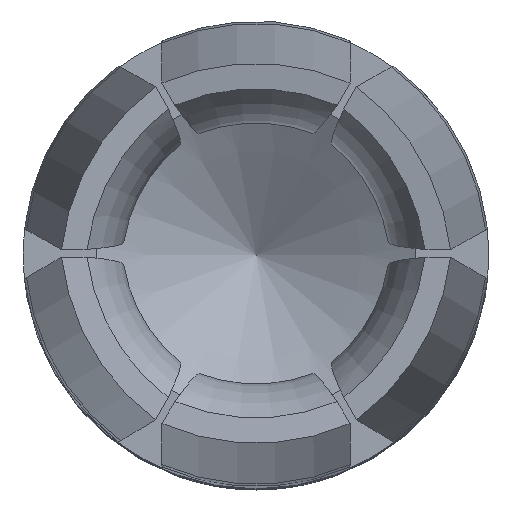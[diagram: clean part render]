
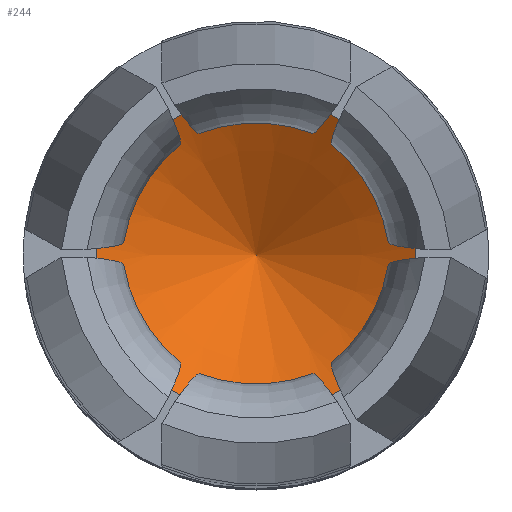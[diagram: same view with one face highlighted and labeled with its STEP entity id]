
A CAD part, top view. The second image highlights one B-rep face of the part: STEP entity #244.
In plain terms, the highlighted conical face has half-angle 60 degrees and reference radius 1.54 mm.
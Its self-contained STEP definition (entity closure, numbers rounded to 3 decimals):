
#63=VERTEX_LOOP('',#1046);
#104=CONICAL_SURFACE('',#1540,1.54,60.);
#244=ADVANCED_FACE('',(#453,#454),#104,.F.);
#367=CIRCLE('',#1523,1.54);
#368=CIRCLE('',#1527,1.54);
#369=CIRCLE('',#1529,1.54);
#370=CIRCLE('',#1531,1.54);
#371=CIRCLE('',#1532,1.54);
#372=CIRCLE('',#1533,1.54);
#373=CIRCLE('',#1534,1.54);
#374=CIRCLE('',#1535,1.54);
#375=CIRCLE('',#1536,1.54);
#376=CIRCLE('',#1537,1.54);
#377=CIRCLE('',#1538,1.54);
#378=CIRCLE('',#1539,1.54);
#453=FACE_BOUND('',#63,.T.);
#454=FACE_BOUND('',#496,.T.);
#496=EDGE_LOOP('',(#695,#696,#697,#698,#699,#700,#701,#702,#703,#704,#705,
#706));
#695=ORIENTED_EDGE('',*,*,#1189,.T.);
#696=ORIENTED_EDGE('',*,*,#1191,.T.);
#697=ORIENTED_EDGE('',*,*,#1192,.T.);
#698=ORIENTED_EDGE('',*,*,#1193,.T.);
#699=ORIENTED_EDGE('',*,*,#1194,.T.);
#700=ORIENTED_EDGE('',*,*,#1195,.T.);
#701=ORIENTED_EDGE('',*,*,#1196,.T.);
#702=ORIENTED_EDGE('',*,*,#1197,.T.);
#703=ORIENTED_EDGE('',*,*,#1198,.T.);
#704=ORIENTED_EDGE('',*,*,#1199,.T.);
#705=ORIENTED_EDGE('',*,*,#1187,.T.);
#706=ORIENTED_EDGE('',*,*,#1182,.T.);
#1042=VERTEX_POINT('',#2422);
#1043=VERTEX_POINT('',#2423);
#1044=VERTEX_POINT('',#2432);
#1045=VERTEX_POINT('',#2436);
#1046=VERTEX_POINT('',#2439);
#1047=VERTEX_POINT('',#2441);
#1048=VERTEX_POINT('',#2443);
#1049=VERTEX_POINT('',#2445);
#1050=VERTEX_POINT('',#2447);
#1051=VERTEX_POINT('',#2449);
#1052=VERTEX_POINT('',#2451);
#1053=VERTEX_POINT('',#2453);
#1054=VERTEX_POINT('',#2455);
#1182=EDGE_CURVE('',#1042,#1043,#367,.T.);
#1187=EDGE_CURVE('',#1044,#1042,#368,.T.);
#1189=EDGE_CURVE('',#1043,#1045,#369,.T.);
#1191=EDGE_CURVE('',#1045,#1047,#370,.T.);
#1192=EDGE_CURVE('',#1047,#1048,#371,.T.);
#1193=EDGE_CURVE('',#1048,#1049,#372,.T.);
#1194=EDGE_CURVE('',#1049,#1050,#373,.T.);
#1195=EDGE_CURVE('',#1050,#1051,#374,.T.);
#1196=EDGE_CURVE('',#1051,#1052,#375,.T.);
#1197=EDGE_CURVE('',#1052,#1053,#376,.T.);
#1198=EDGE_CURVE('',#1053,#1054,#377,.T.);
#1199=EDGE_CURVE('',#1054,#1044,#378,.T.);
#1523=AXIS2_PLACEMENT_3D('',#2421,#1810,#1811);
#1527=AXIS2_PLACEMENT_3D('',#2431,#1822,#1823);
#1529=AXIS2_PLACEMENT_3D('',#2435,#1827,#1828);
#1531=AXIS2_PLACEMENT_3D('',#2440,#1832,#1833);
#1532=AXIS2_PLACEMENT_3D('',#2442,#1834,#1835);
#1533=AXIS2_PLACEMENT_3D('',#2444,#1836,#1837);
#1534=AXIS2_PLACEMENT_3D('',#2446,#1838,#1839);
#1535=AXIS2_PLACEMENT_3D('',#2448,#1840,#1841);
#1536=AXIS2_PLACEMENT_3D('',#2450,#1842,#1843);
#1537=AXIS2_PLACEMENT_3D('',#2452,#1844,#1845);
#1538=AXIS2_PLACEMENT_3D('',#2454,#1846,#1847);
#1539=AXIS2_PLACEMENT_3D('',#2456,#1848,#1849);
#1540=AXIS2_PLACEMENT_3D('',#2457,#1850,#1851);
#1810=DIRECTION('',(0.,0.,1.));
#1811=DIRECTION('',(0.5,0.866,0.));
#1822=DIRECTION('',(0.,0.,1.));
#1823=DIRECTION('',(0.5,0.866,0.));
#1827=DIRECTION('',(0.,0.,1.));
#1828=DIRECTION('',(0.5,0.866,0.));
#1832=DIRECTION('',(0.,0.,1.));
#1833=DIRECTION('',(-0.5,0.866,0.));
#1834=DIRECTION('',(0.,0.,1.));
#1835=DIRECTION('',(-1.,0.,0.));
#1836=DIRECTION('',(0.,0.,1.));
#1837=DIRECTION('',(-1.,0.,0.));
#1838=DIRECTION('',(0.,0.,1.));
#1839=DIRECTION('',(-0.5,-0.866,0.));
#1840=DIRECTION('',(0.,0.,1.));
#1841=DIRECTION('',(-0.5,-0.866,0.));
#1842=DIRECTION('',(0.,0.,1.));
#1843=DIRECTION('',(0.5,-0.866,0.));
#1844=DIRECTION('',(0.,0.,1.));
#1845=DIRECTION('',(0.5,-0.866,0.));
#1846=DIRECTION('',(0.,0.,1.));
#1847=DIRECTION('',(0.5,-0.866,0.));
#1848=DIRECTION('',(0.,0.,1.));
#1849=DIRECTION('',(1.,0.,0.));
#1850=DIRECTION('',(0.,0.,1.));
#1851=DIRECTION('',(0.5,0.866,0.));
#2421=CARTESIAN_POINT('',(0.,0.,11.65));
#2422=CARTESIAN_POINT('',(-0.976,1.191,11.65));
#2423=CARTESIAN_POINT('',(-1.52,0.25,11.65));
#2431=CARTESIAN_POINT('',(0.,0.,11.65));
#2432=CARTESIAN_POINT('',(-0.543,1.441,11.65));
#2435=CARTESIAN_POINT('',(0.,0.,11.65));
#2436=CARTESIAN_POINT('',(-1.52,-0.25,11.65));
#2439=CARTESIAN_POINT('',(0.,0.,10.761));
#2440=CARTESIAN_POINT('',(0.,0.,11.65));
#2441=CARTESIAN_POINT('',(-0.976,-1.191,11.65));
#2442=CARTESIAN_POINT('',(0.,0.,11.65));
#2443=CARTESIAN_POINT('',(-0.543,-1.441,11.65));
#2444=CARTESIAN_POINT('',(0.,0.,11.65));
#2445=CARTESIAN_POINT('',(0.543,-1.441,11.65));
#2446=CARTESIAN_POINT('',(0.,0.,11.65));
#2447=CARTESIAN_POINT('',(0.976,-1.191,11.65));
#2448=CARTESIAN_POINT('',(0.,0.,11.65));
#2449=CARTESIAN_POINT('',(1.52,-0.25,11.65));
#2450=CARTESIAN_POINT('',(0.,0.,11.65));
#2451=CARTESIAN_POINT('',(1.52,0.25,11.65));
#2452=CARTESIAN_POINT('',(0.,0.,11.65));
#2453=CARTESIAN_POINT('',(0.976,1.191,11.65));
#2454=CARTESIAN_POINT('',(0.,0.,11.65));
#2455=CARTESIAN_POINT('',(0.543,1.441,11.65));
#2456=CARTESIAN_POINT('',(0.,0.,11.65));
#2457=CARTESIAN_POINT('',(0.,0.,11.65));
